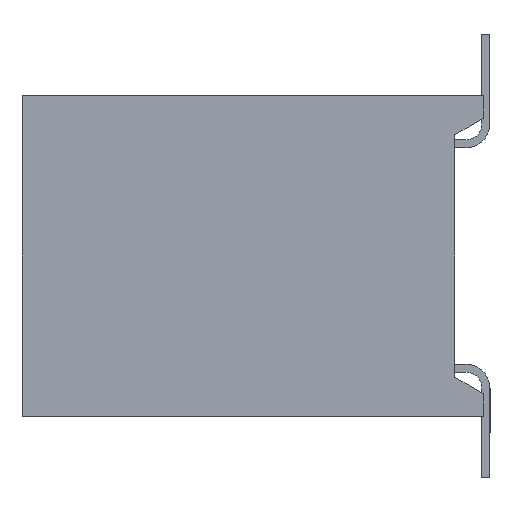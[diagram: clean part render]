
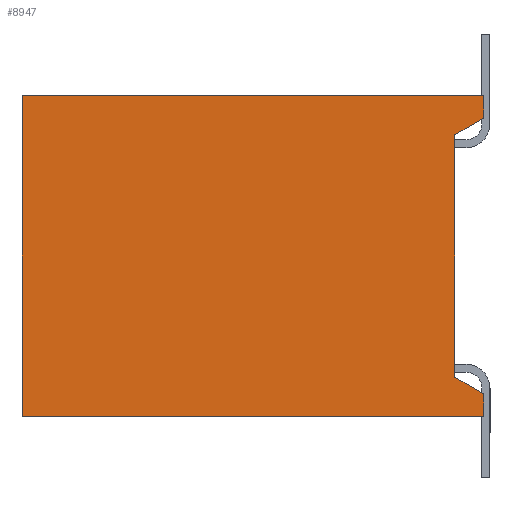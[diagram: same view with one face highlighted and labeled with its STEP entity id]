
A CAD part, left-side view. The second image highlights one B-rep face of the part: STEP entity #8947.
In plain terms, the highlighted planar face has unit normal (-1, 0, 0).
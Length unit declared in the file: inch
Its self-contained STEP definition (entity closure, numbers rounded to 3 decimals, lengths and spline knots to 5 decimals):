
#1579=ORIENTED_EDGE('',*,*,#3536,.F.);
#1580=ORIENTED_EDGE('',*,*,#3297,.T.);
#1581=ORIENTED_EDGE('',*,*,#3408,.F.);
#1582=ORIENTED_EDGE('',*,*,#3603,.F.);
#1583=ORIENTED_EDGE('',*,*,#3402,.T.);
#1584=ORIENTED_EDGE('',*,*,#3337,.T.);
#1585=ORIENTED_EDGE('',*,*,#3602,.F.);
#1586=ORIENTED_EDGE('',*,*,#3604,.F.);
#3297=EDGE_CURVE('',#4418,#4417,#5385,.T.);
#3337=EDGE_CURVE('',#4458,#4457,#5425,.T.);
#3402=EDGE_CURVE('',#4513,#4458,#5490,.T.);
#3408=EDGE_CURVE('',#4517,#4417,#5496,.T.);
#3536=EDGE_CURVE('',#4418,#4626,#5624,.T.);
#3602=EDGE_CURVE('',#4682,#4457,#5690,.T.);
#3603=EDGE_CURVE('',#4513,#4517,#5691,.T.);
#3604=EDGE_CURVE('',#4626,#4682,#5692,.T.);
#4417=VERTEX_POINT('',#13077);
#4418=VERTEX_POINT('',#13079);
#4457=VERTEX_POINT('',#13167);
#4458=VERTEX_POINT('',#13169);
#4513=VERTEX_POINT('',#13290);
#4517=VERTEX_POINT('',#13300);
#4626=VERTEX_POINT('',#13555);
#4682=VERTEX_POINT('',#13697);
#5385=LINE('',#13078,#6609);
#5425=LINE('',#13168,#6649);
#5490=LINE('',#13289,#6714);
#5496=LINE('',#13301,#6720);
#5624=LINE('',#13557,#6848);
#5690=LINE('',#13698,#6914);
#5691=LINE('',#13700,#6915);
#5692=LINE('',#13701,#6916);
#6609=VECTOR('',#10694,39.37008);
#6649=VECTOR('',#10754,39.37008);
#6714=VECTOR('',#10821,39.37008);
#6720=VECTOR('',#10829,39.37008);
#6848=VECTOR('',#10995,39.37008);
#6914=VECTOR('',#11099,39.37008);
#6915=VECTOR('',#11102,39.37008);
#6916=VECTOR('',#11103,39.37008);
#7577=EDGE_LOOP('',(#1579,#1580,#1581,#1582,#1583,#1584,#1585,#1586));
#8065=FACE_BOUND('',#7577,.T.);
#8510=PLANE('',#9483);
#8947=ADVANCED_FACE('',(#8065),#8510,.F.);
#9483=AXIS2_PLACEMENT_3D('',#13699,#11100,#11101);
#10694=DIRECTION('',(0.,0.,1.));
#10754=DIRECTION('',(0.,0.,1.));
#10821=DIRECTION('',(0.,-1.,0.));
#10829=DIRECTION('',(0.,-1.,0.));
#10995=DIRECTION('',(0.,0.866,-0.5));
#11099=DIRECTION('',(0.,-0.866,-0.5));
#11100=DIRECTION('',(1.,0.,0.));
#11101=DIRECTION('',(0.,0.,-1.));
#11102=DIRECTION('',(0.,0.,1.));
#11103=DIRECTION('',(0.,0.,-1.));
#13077=CARTESIAN_POINT('',(-0.45,0.,0.1));
#13078=CARTESIAN_POINT('',(-0.45,0.,-0.1));
#13079=CARTESIAN_POINT('',(-0.45,0.,0.086));
#13167=CARTESIAN_POINT('',(-0.45,0.,-0.086));
#13168=CARTESIAN_POINT('',(-0.45,0.,-0.1));
#13169=CARTESIAN_POINT('',(-0.45,0.,-0.1));
#13289=CARTESIAN_POINT('',(-0.45,0.288,-0.1));
#13290=CARTESIAN_POINT('',(-0.45,0.288,-0.1));
#13300=CARTESIAN_POINT('',(-0.45,0.288,0.1));
#13301=CARTESIAN_POINT('',(-0.45,0.288,0.1));
#13555=CARTESIAN_POINT('',(-0.45,0.018,0.07561));
#13557=CARTESIAN_POINT('',(-0.45,0.29654,-0.08521));
#13697=CARTESIAN_POINT('',(-0.45,0.018,-0.07561));
#13698=CARTESIAN_POINT('',(-0.45,0.20994,0.03521));
#13699=CARTESIAN_POINT('',(-0.45,0.288,-0.1));
#13700=CARTESIAN_POINT('',(-0.45,0.288,-0.1));
#13701=CARTESIAN_POINT('',(-0.45,0.018,-0.1));
